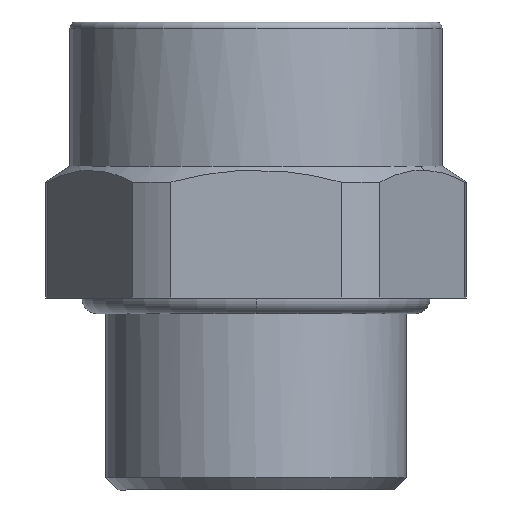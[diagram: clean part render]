
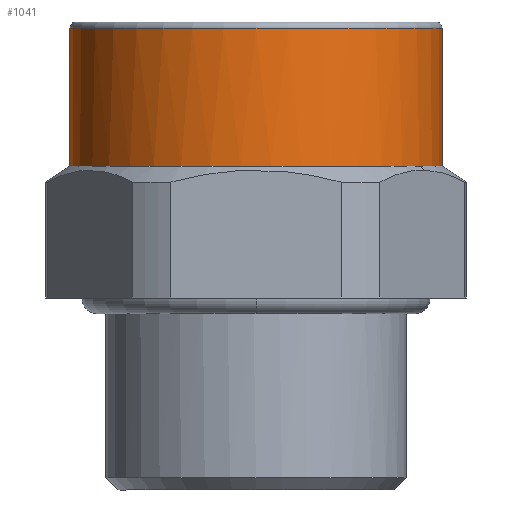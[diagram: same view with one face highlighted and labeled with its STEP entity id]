
A CAD part, left-side view. The second image highlights one B-rep face of the part: STEP entity #1041.
In plain terms, the highlighted cylindrical face has radius 15.5 mm (diameter 31 mm), a partial arc.
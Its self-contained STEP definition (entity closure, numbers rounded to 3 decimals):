
#104=AXIS2_PLACEMENT_3D('Circle Axis2P3D',#102,#103,$) ;
#507=AXIS2_PLACEMENT_3D('Circle Axis2P3D',#505,#506,$) ;
#1000=AXIS2_PLACEMENT_3D('Cylinder Axis2P3D',#997,#998,#999) ;
#1031=AXIS2_PLACEMENT_3D('Circle Axis2P3D',#1029,#1030,$) ;
#99=CARTESIAN_POINT('Vertex',(8.569,3.897,27.)) ;
#102=CARTESIAN_POINT('Axis2P3D Location',(16.,17.5,27.)) ;
#106=CARTESIAN_POINT('Vertex',(16.,33.,27.)) ;
#502=CARTESIAN_POINT('Vertex',(16.,2.,27.)) ;
#505=CARTESIAN_POINT('Axis2P3D Location',(16.,17.5,27.)) ;
#997=CARTESIAN_POINT('Axis2P3D Location',(16.,17.5,33.)) ;
#1002=CARTESIAN_POINT('Line Origine',(16.,2.,33.)) ;
#1006=CARTESIAN_POINT('Vertex',(16.,2.,38.5)) ;
#1009=CARTESIAN_POINT('Line Origine',(16.,33.,33.)) ;
#1013=CARTESIAN_POINT('Vertex',(16.,33.,38.5)) ;
#1029=CARTESIAN_POINT('Axis2P3D Location',(16.,17.5,38.5)) ;
#103=DIRECTION('Axis2P3D Direction',(0.,0.,-1.)) ;
#506=DIRECTION('Axis2P3D Direction',(0.,0.,-1.)) ;
#998=DIRECTION('Axis2P3D Direction',(0.,0.,1.)) ;
#999=DIRECTION('Axis2P3D XDirection',(0.,-1.,0.)) ;
#1003=DIRECTION('Vector Direction',(0.,0.,1.)) ;
#1010=DIRECTION('Vector Direction',(0.,0.,1.)) ;
#1030=DIRECTION('Axis2P3D Direction',(0.,0.,1.)) ;
#1004=VECTOR('Line Direction',#1003,1.) ;
#1011=VECTOR('Line Direction',#1010,1.) ;
#1035=ORIENTED_EDGE('',*,*,#1015,.T.) ;
#1036=ORIENTED_EDGE('',*,*,#108,.T.) ;
#1037=ORIENTED_EDGE('',*,*,#509,.T.) ;
#1038=ORIENTED_EDGE('',*,*,#1008,.F.) ;
#1039=ORIENTED_EDGE('',*,*,#1033,.F.) ;
#1041=ADVANCED_FACE('Adapter_M25-3/4NPT.1\\Koerper.2',(#1040),#1001,.T.) ;
#105=CIRCLE('generated circle',#104,15.5) ;
#508=CIRCLE('generated circle',#507,15.5) ;
#1032=CIRCLE('generated circle',#1031,15.5) ;
#1001=CYLINDRICAL_SURFACE('generated cylinder',#1000,15.5) ;
#108=EDGE_CURVE('',#107,#100,#105,.F.) ;
#509=EDGE_CURVE('',#100,#503,#508,.F.) ;
#1008=EDGE_CURVE('',#1007,#503,#1005,.F.) ;
#1015=EDGE_CURVE('',#1014,#107,#1012,.F.) ;
#1033=EDGE_CURVE('',#1014,#1007,#1032,.T.) ;
#1034=EDGE_LOOP('',(#1035,#1036,#1037,#1038,#1039)) ;
#1040=FACE_OUTER_BOUND('',#1034,.T.) ;
#1005=LINE('Line',#1002,#1004) ;
#1012=LINE('Line',#1009,#1011) ;
#100=VERTEX_POINT('',#99) ;
#107=VERTEX_POINT('',#106) ;
#503=VERTEX_POINT('',#502) ;
#1007=VERTEX_POINT('',#1006) ;
#1014=VERTEX_POINT('',#1013) ;
